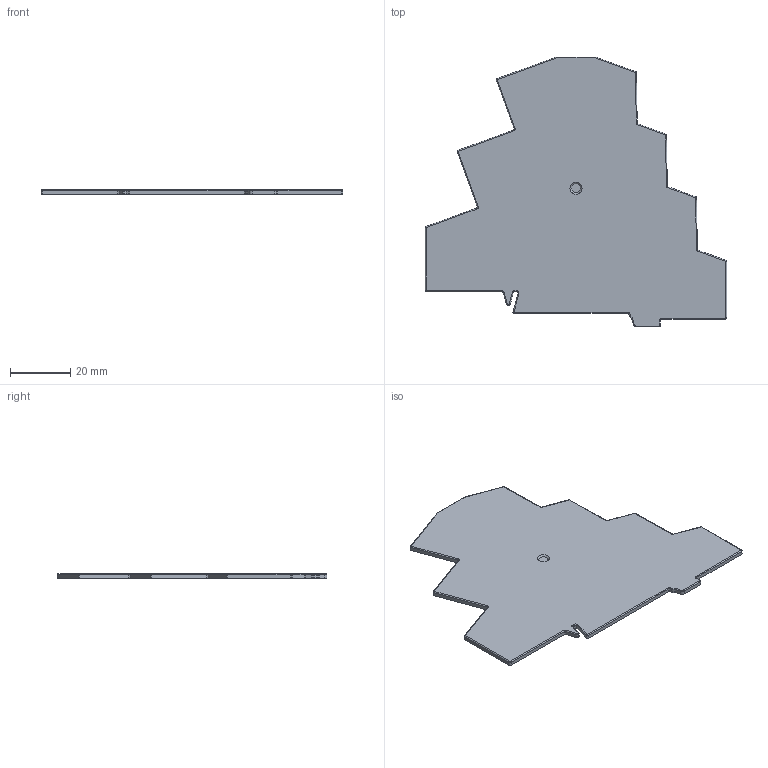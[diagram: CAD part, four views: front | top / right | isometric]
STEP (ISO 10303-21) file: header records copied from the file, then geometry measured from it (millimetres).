
FILE_DESCRIPTION((''),'2;1');
FILE_NAME('PVMAK2-5_AP_GEN','2019-09-20T',('Christian Carl'),(''),'CREO PARAMETRIC BY PTC INC, 2016380','CREO PARAMETRIC BY PTC INC, 2016380','');
FILE_SCHEMA(('CONFIG_CONTROL_DESIGN'));
Length unit declared in the file: millimetre
Products named in the file (1): PVMAK2-5_AP_GEN
Bounding box: 100 x 89.5 x 1.5 mm (x, y, z)
Volume: 8781.1 mm3; surface area: 12231.2 mm2
Topology: 1 solids, 1 shells, 119 faces, 281 edges, 165 vertices
Faces by surface type: cylinder 57, plane 31, torus 14, sphere 10, bspline 5, cone 2
Entity records: 3490 total; most frequent: DIRECTION 647, CARTESIAN_POINT 640, ORIENTED_EDGE 562, EDGE_CURVE 281, AXIS2_PLACEMENT_3D 252, VERTEX_POINT 165, VECTOR 143, LINE 143
